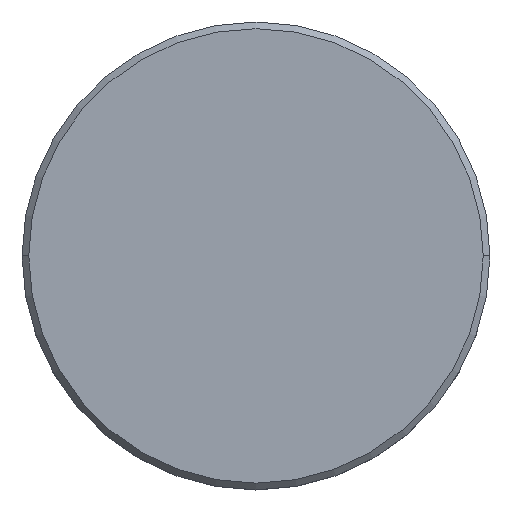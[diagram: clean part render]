
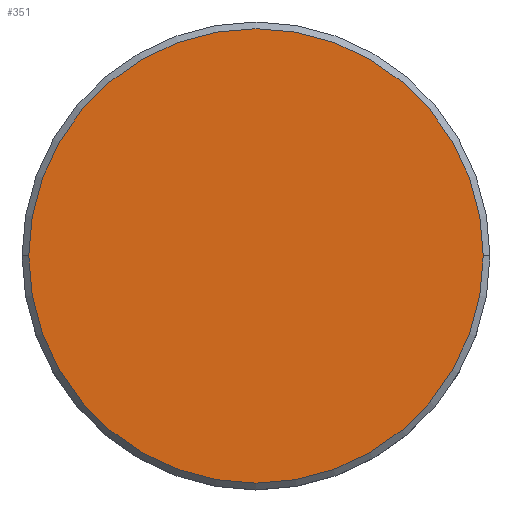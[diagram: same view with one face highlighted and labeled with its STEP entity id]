
A CAD part, top view. The second image highlights one B-rep face of the part: STEP entity #351.
In plain terms, the highlighted planar face has unit normal (0, 0, 1).
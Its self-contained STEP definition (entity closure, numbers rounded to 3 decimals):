
#29 = CARTESIAN_POINT ( 'NONE',  ( 0., 0., 0. ) ) ;
#107 = CARTESIAN_POINT ( 'NONE',  ( 17., 0., 0. ) ) ;
#143 = CARTESIAN_POINT ( 'NONE',  ( 0., 0., 0. ) ) ;
#309 = FACE_OUTER_BOUND ( 'NONE', #836, .T. ) ;
#351 = ADVANCED_FACE ( 'NONE', ( #309 ), #877, .T. ) ;
#432 = AXIS2_PLACEMENT_3D ( 'NONE', #462, #827, #548 ) ;
#452 = DIRECTION ( 'NONE',  ( 0., 0., 1. ) ) ;
#462 = CARTESIAN_POINT ( 'NONE',  ( 0., 0., 0. ) ) ;
#505 = CIRCLE ( 'NONE', #658, 17. ) ;
#510 = CARTESIAN_POINT ( 'NONE',  ( -17., 0., 0. ) ) ;
#548 = DIRECTION ( 'NONE',  ( 1., 0., 0. ) ) ;
#658 = AXIS2_PLACEMENT_3D ( 'NONE', #29, #452, #1024 ) ;
#667 = ORIENTED_EDGE ( 'NONE', *, *, #789, .T. ) ;
#677 = CIRCLE ( 'NONE', #432, 17. ) ;
#789 = EDGE_CURVE ( 'NONE', #809, #1115, #677, .T. ) ;
#809 = VERTEX_POINT ( 'NONE', #107 ) ;
#827 = DIRECTION ( 'NONE',  ( 0., 0., 1. ) ) ;
#836 = EDGE_LOOP ( 'NONE', ( #983, #667 ) ) ;
#873 = EDGE_CURVE ( 'NONE', #1115, #809, #505, .T. ) ;
#877 = PLANE ( 'NONE',  #1106 ) ;
#963 = DIRECTION ( 'NONE',  ( 0., 0., 1. ) ) ;
#983 = ORIENTED_EDGE ( 'NONE', *, *, #873, .T. ) ;
#1024 = DIRECTION ( 'NONE',  ( 1., 0., 0. ) ) ;
#1106 = AXIS2_PLACEMENT_3D ( 'NONE', #143, #963, #1138 ) ;
#1115 = VERTEX_POINT ( 'NONE', #510 ) ;
#1138 = DIRECTION ( 'NONE',  ( 1., 0., 0. ) ) ;
